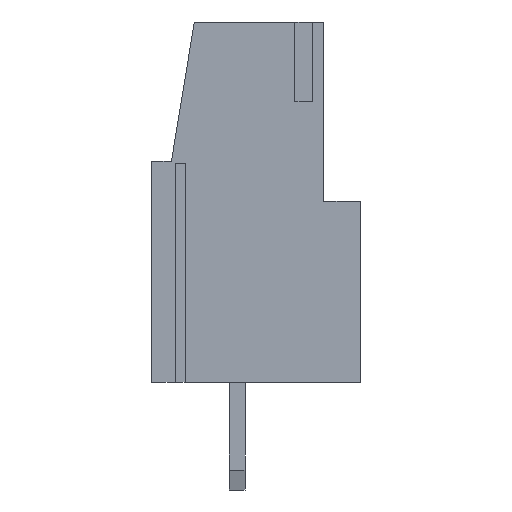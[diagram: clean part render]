
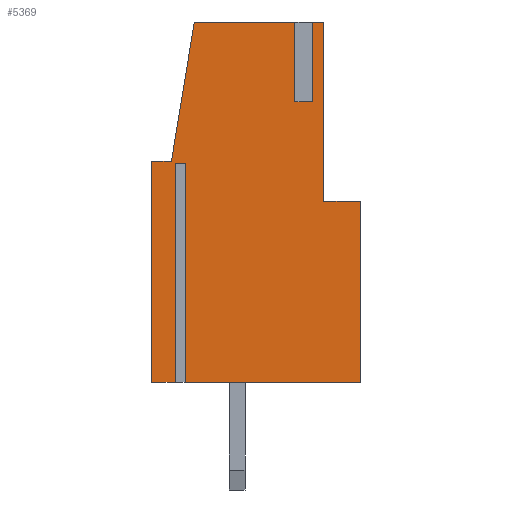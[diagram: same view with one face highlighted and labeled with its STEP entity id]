
A CAD part, left-side view. The second image highlights one B-rep face of the part: STEP entity #5369.
In plain terms, the highlighted planar face has unit normal (-1, 0, 0).
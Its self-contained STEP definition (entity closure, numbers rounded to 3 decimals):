
#234 = LINE ( 'NONE', #13358, #2654 ) ;
#265 = VECTOR ( 'NONE', #2191, 1000. ) ;
#457 = VERTEX_POINT ( 'NONE', #10579 ) ;
#489 = DIRECTION ( 'NONE',  ( 0., 1., 0. ) ) ;
#490 = VECTOR ( 'NONE', #1245, 1000. ) ;
#646 = DIRECTION ( 'NONE',  ( 0., 1., 0. ) ) ;
#1245 = DIRECTION ( 'NONE',  ( 0., 0., -1. ) ) ;
#1246 = VECTOR ( 'NONE', #17733, 1000. ) ;
#1527 = CARTESIAN_POINT ( 'NONE',  ( -5., -3.4, 9.1 ) ) ;
#1920 = CARTESIAN_POINT ( 'NONE',  ( -5., -5.25, 9.1 ) ) ;
#2116 = ORIENTED_EDGE ( 'NONE', *, *, #6353, .T. ) ;
#2157 = EDGE_CURVE ( 'NONE', #8177, #12370, #19409, .T. ) ;
#2191 = DIRECTION ( 'NONE',  ( 0., -1., 0. ) ) ;
#2409 = VECTOR ( 'NONE', #12313, 1000. ) ;
#2432 = VERTEX_POINT ( 'NONE', #14878 ) ;
#2557 = CARTESIAN_POINT ( 'NONE',  ( -5., -3.4, 9.1 ) ) ;
#2654 = VECTOR ( 'NONE', #6903, 1000. ) ;
#3127 = CARTESIAN_POINT ( 'NONE',  ( -5., -2.15, 14.1 ) ) ;
#3207 = CARTESIAN_POINT ( 'NONE',  ( -5., -5.25, 18.1 ) ) ;
#3308 = ORIENTED_EDGE ( 'NONE', *, *, #8879, .F. ) ;
#3475 = CARTESIAN_POINT ( 'NONE',  ( -5., -2.65, 18.1 ) ) ;
#3485 = LINE ( 'NONE', #8568, #15095 ) ;
#3542 = DIRECTION ( 'NONE',  ( 0., 0., 1. ) ) ;
#3637 = CARTESIAN_POINT ( 'NONE',  ( -5., 5.25, 0. ) ) ;
#3642 = VERTEX_POINT ( 'NONE', #1527 ) ;
#3685 = LINE ( 'NONE', #1920, #4616 ) ;
#3814 = VERTEX_POINT ( 'NONE', #3475 ) ;
#4287 = CARTESIAN_POINT ( 'NONE',  ( -5., -5.25, 18.1 ) ) ;
#4290 = DIRECTION ( 'NONE',  ( 0., 0.162, -0.987 ) ) ;
#4455 = ORIENTED_EDGE ( 'NONE', *, *, #4897, .T. ) ;
#4545 = VECTOR ( 'NONE', #4889, 1000. ) ;
#4616 = VECTOR ( 'NONE', #489, 1000. ) ;
#4889 = DIRECTION ( 'NONE',  ( 0., 0., 1. ) ) ;
#4897 = EDGE_CURVE ( 'NONE', #6766, #8177, #11184, .T. ) ;
#5007 = VERTEX_POINT ( 'NONE', #3637 ) ;
#5369 = ADVANCED_FACE ( 'NONE', ( #20391 ), #15344, .F. ) ;
#5455 = CARTESIAN_POINT ( 'NONE',  ( -5., -5.25, 18.1 ) ) ;
#5514 = VERTEX_POINT ( 'NONE', #15001 ) ;
#5739 = EDGE_CURVE ( 'NONE', #6384, #12723, #10803, .T. ) ;
#5773 = CARTESIAN_POINT ( 'NONE',  ( -5., -5.25, 0. ) ) ;
#6043 = DIRECTION ( 'NONE',  ( 0., 0., 1. ) ) ;
#6353 = EDGE_CURVE ( 'NONE', #10995, #6384, #20059, .T. ) ;
#6384 = VERTEX_POINT ( 'NONE', #16401 ) ;
#6460 = LINE ( 'NONE', #3207, #7895 ) ;
#6474 = VECTOR ( 'NONE', #4290, 1000. ) ;
#6766 = VERTEX_POINT ( 'NONE', #20245 ) ;
#6903 = DIRECTION ( 'NONE',  ( 0., 0., -1. ) ) ;
#6998 = CARTESIAN_POINT ( 'NONE',  ( -5., -5.25, 0. ) ) ;
#7139 = AXIS2_PLACEMENT_3D ( 'NONE', #12324, #9108, #646 ) ;
#7578 = VERTEX_POINT ( 'NONE', #14038 ) ;
#7895 = VECTOR ( 'NONE', #18057, 1000. ) ;
#8177 = VERTEX_POINT ( 'NONE', #3127 ) ;
#8543 = VECTOR ( 'NONE', #6043, 1000. ) ;
#8568 = CARTESIAN_POINT ( 'NONE',  ( -5., 4.25, 11.1 ) ) ;
#8879 = EDGE_CURVE ( 'NONE', #11723, #12370, #9441, .T. ) ;
#9108 = DIRECTION ( 'NONE',  ( 1., 0., 0. ) ) ;
#9156 = EDGE_CURVE ( 'NONE', #457, #14936, #20479, .T. ) ;
#9441 = LINE ( 'NONE', #4287, #14482 ) ;
#9506 = LINE ( 'NONE', #5773, #2409 ) ;
#9541 = ORIENTED_EDGE ( 'NONE', *, *, #5739, .T. ) ;
#10086 = EDGE_CURVE ( 'NONE', #2432, #5007, #20148, .T. ) ;
#10310 = ORIENTED_EDGE ( 'NONE', *, *, #10695, .F. ) ;
#10323 = CARTESIAN_POINT ( 'NONE',  ( -5., 4.05, 0. ) ) ;
#10434 = CARTESIAN_POINT ( 'NONE',  ( -5., -2.65, 14.1 ) ) ;
#10467 = CARTESIAN_POINT ( 'NONE',  ( -5., 5.25, 18.1 ) ) ;
#10579 = CARTESIAN_POINT ( 'NONE',  ( -5., -5.25, 9.1 ) ) ;
#10695 = EDGE_CURVE ( 'NONE', #6766, #3814, #19480, .T. ) ;
#10803 = LINE ( 'NONE', #16048, #490 ) ;
#10933 = DIRECTION ( 'NONE',  ( 0., -1., 0. ) ) ;
#10995 = VERTEX_POINT ( 'NONE', #20060 ) ;
#11184 = LINE ( 'NONE', #14635, #1246 ) ;
#11607 = LINE ( 'NONE', #6998, #265 ) ;
#11686 = DIRECTION ( 'NONE',  ( 0., 1., 0. ) ) ;
#11694 = DIRECTION ( 'NONE',  ( 0., -1., 0. ) ) ;
#11723 = VERTEX_POINT ( 'NONE', #14531 ) ;
#11762 = EDGE_CURVE ( 'NONE', #5007, #16371, #11607, .T. ) ;
#12313 = DIRECTION ( 'NONE',  ( 0., -1., 0. ) ) ;
#12324 = CARTESIAN_POINT ( 'NONE',  ( -5., -5.25, 18.1 ) ) ;
#12370 = VERTEX_POINT ( 'NONE', #15597 ) ;
#12622 = EDGE_CURVE ( 'NONE', #11723, #7578, #18919, .T. ) ;
#12723 = VERTEX_POINT ( 'NONE', #17204 ) ;
#13088 = CARTESIAN_POINT ( 'NONE',  ( -5., -2.15, 14.1 ) ) ;
#13322 = EDGE_CURVE ( 'NONE', #10995, #16371, #234, .T. ) ;
#13358 = CARTESIAN_POINT ( 'NONE',  ( -5., 4.05, 12.11 ) ) ;
#13623 = DIRECTION ( 'NONE',  ( 0., 0., -1. ) ) ;
#13777 = ORIENTED_EDGE ( 'NONE', *, *, #14670, .T. ) ;
#14019 = LINE ( 'NONE', #2557, #8543 ) ;
#14038 = CARTESIAN_POINT ( 'NONE',  ( -5., 4.25, 11.1 ) ) ;
#14380 = VECTOR ( 'NONE', #11694, 1000. ) ;
#14437 = VECTOR ( 'NONE', #13623, 1000. ) ;
#14482 = VECTOR ( 'NONE', #10933, 1000. ) ;
#14531 = CARTESIAN_POINT ( 'NONE',  ( -5., 3.1, 18.1 ) ) ;
#14635 = CARTESIAN_POINT ( 'NONE',  ( -5., -2.65, 14.1 ) ) ;
#14670 = EDGE_CURVE ( 'NONE', #7578, #2432, #3485, .T. ) ;
#14878 = CARTESIAN_POINT ( 'NONE',  ( -5., 5.25, 11.1 ) ) ;
#14936 = VERTEX_POINT ( 'NONE', #21104 ) ;
#15001 = CARTESIAN_POINT ( 'NONE',  ( -5., -3.4, 18.1 ) ) ;
#15095 = VECTOR ( 'NONE', #11686, 1000. ) ;
#15344 = PLANE ( 'NONE',  #7139 ) ;
#15597 = CARTESIAN_POINT ( 'NONE',  ( -5., -2.15, 18.1 ) ) ;
#15729 = ORIENTED_EDGE ( 'NONE', *, *, #10086, .T. ) ;
#15883 = ORIENTED_EDGE ( 'NONE', *, *, #2157, .T. ) ;
#15970 = EDGE_CURVE ( 'NONE', #12723, #14936, #9506, .T. ) ;
#15995 = ORIENTED_EDGE ( 'NONE', *, *, #20697, .F. ) ;
#16048 = CARTESIAN_POINT ( 'NONE',  ( -5., 3.55, 12.11 ) ) ;
#16371 = VERTEX_POINT ( 'NONE', #10323 ) ;
#16401 = CARTESIAN_POINT ( 'NONE',  ( -5., 3.55, 11. ) ) ;
#16767 = VECTOR ( 'NONE', #17164, 1000. ) ;
#16868 = VECTOR ( 'NONE', #3542, 1000. ) ;
#16987 = EDGE_CURVE ( 'NONE', #457, #3642, #3685, .T. ) ;
#17164 = DIRECTION ( 'NONE',  ( 0., 0., -1. ) ) ;
#17204 = CARTESIAN_POINT ( 'NONE',  ( -5., 3.55, 0. ) ) ;
#17733 = DIRECTION ( 'NONE',  ( 0., 1., 0. ) ) ;
#17921 = CARTESIAN_POINT ( 'NONE',  ( -5., 3.55, 11. ) ) ;
#18057 = DIRECTION ( 'NONE',  ( 0., -1., 0. ) ) ;
#18290 = ORIENTED_EDGE ( 'NONE', *, *, #12622, .T. ) ;
#18500 = ORIENTED_EDGE ( 'NONE', *, *, #11762, .T. ) ;
#18919 = LINE ( 'NONE', #20826, #6474 ) ;
#19409 = LINE ( 'NONE', #13088, #4545 ) ;
#19480 = LINE ( 'NONE', #10434, #16868 ) ;
#19580 = ORIENTED_EDGE ( 'NONE', *, *, #16987, .T. ) ;
#20059 = LINE ( 'NONE', #17921, #14380 ) ;
#20060 = CARTESIAN_POINT ( 'NONE',  ( -5., 4.05, 11. ) ) ;
#20148 = LINE ( 'NONE', #10467, #14437 ) ;
#20238 = ORIENTED_EDGE ( 'NONE', *, *, #15970, .T. ) ;
#20245 = CARTESIAN_POINT ( 'NONE',  ( -5., -2.65, 14.1 ) ) ;
#20316 = ORIENTED_EDGE ( 'NONE', *, *, #13322, .F. ) ;
#20391 = FACE_OUTER_BOUND ( 'NONE', #20646, .T. ) ;
#20479 = LINE ( 'NONE', #5455, #16767 ) ;
#20552 = EDGE_CURVE ( 'NONE', #3642, #5514, #14019, .T. ) ;
#20616 = ORIENTED_EDGE ( 'NONE', *, *, #9156, .F. ) ;
#20646 = EDGE_LOOP ( 'NONE', ( #2116, #9541, #20238, #20616, #19580, #21041, #15995, #10310, #4455, #15883, #3308, #18290, #13777, #15729, #18500, #20316 ) ) ;
#20697 = EDGE_CURVE ( 'NONE', #3814, #5514, #6460, .T. ) ;
#20826 = CARTESIAN_POINT ( 'NONE',  ( -5., 3.1, 18.1 ) ) ;
#21041 = ORIENTED_EDGE ( 'NONE', *, *, #20552, .T. ) ;
#21104 = CARTESIAN_POINT ( 'NONE',  ( -5., -5.25, 0. ) ) ;
